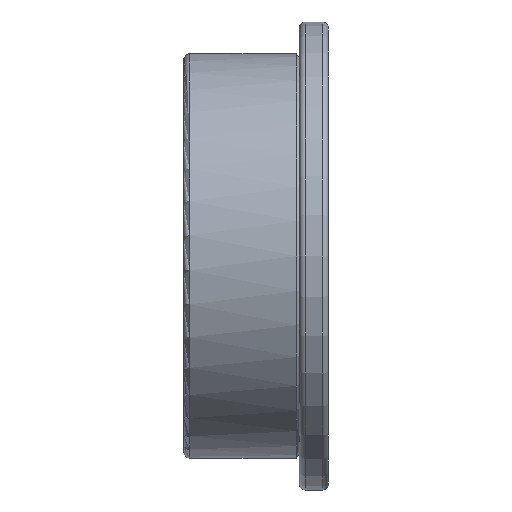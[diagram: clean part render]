
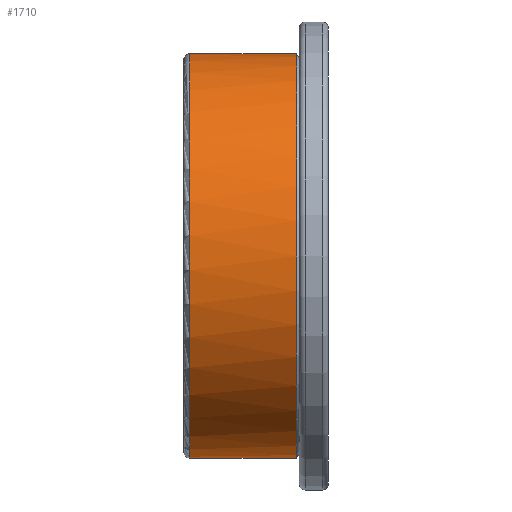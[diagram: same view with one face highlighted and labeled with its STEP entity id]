
A CAD part, front view. The second image highlights one B-rep face of the part: STEP entity #1710.
In plain terms, the highlighted cylindrical face has radius 3.5 mm (diameter 7 mm), a full revolution.
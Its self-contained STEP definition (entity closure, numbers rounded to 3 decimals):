
#97=LINE('',#4301,#108);
#108=VECTOR('',#2493,3.5);
#118=CYLINDRICAL_SURFACE('',#1973,3.5);
#191=FACE_OUTER_BOUND('',#300,.T.);
#300=EDGE_LOOP('',(#1515,#1516,#1517,#1518,#1519,#1520));
#480=CIRCLE('',#1970,3.5);
#482=CIRCLE('',#1972,3.5);
#483=CIRCLE('',#1974,3.5);
#484=CIRCLE('',#1975,3.5);
#751=VERTEX_POINT('',#4291);
#752=VERTEX_POINT('',#4292);
#753=VERTEX_POINT('',#4297);
#754=VERTEX_POINT('',#4298);
#1013=EDGE_CURVE('',#751,#752,#480,.T.);
#1015=EDGE_CURVE('',#752,#751,#482,.T.);
#1016=EDGE_CURVE('',#753,#754,#483,.T.);
#1017=EDGE_CURVE('',#754,#753,#484,.T.);
#1018=EDGE_CURVE('',#754,#751,#97,.T.);
#1515=ORIENTED_EDGE('',*,*,#1016,.F.);
#1516=ORIENTED_EDGE('',*,*,#1017,.F.);
#1517=ORIENTED_EDGE('',*,*,#1018,.T.);
#1518=ORIENTED_EDGE('',*,*,#1015,.F.);
#1519=ORIENTED_EDGE('',*,*,#1013,.F.);
#1520=ORIENTED_EDGE('',*,*,#1018,.F.);
#1710=ADVANCED_FACE('',(#191),#118,.T.);
#1970=AXIS2_PLACEMENT_3D('',#4293,#2481,#2482);
#1972=AXIS2_PLACEMENT_3D('',#4295,#2485,#2486);
#1973=AXIS2_PLACEMENT_3D('',#4296,#2487,#2488);
#1974=AXIS2_PLACEMENT_3D('',#4299,#2489,#2490);
#1975=AXIS2_PLACEMENT_3D('',#4300,#2491,#2492);
#2481=DIRECTION('center_axis',(-1.,0.,0.));
#2482=DIRECTION('ref_axis',(0.,0.,-1.));
#2485=DIRECTION('center_axis',(-1.,0.,0.));
#2486=DIRECTION('ref_axis',(0.,0.,-1.));
#2487=DIRECTION('center_axis',(1.,0.,0.));
#2488=DIRECTION('ref_axis',(0.,0.,-1.));
#2489=DIRECTION('center_axis',(1.,0.,0.));
#2490=DIRECTION('ref_axis',(0.,0.,-1.));
#2491=DIRECTION('center_axis',(1.,0.,0.));
#2492=DIRECTION('ref_axis',(0.,0.,-1.));
#2493=DIRECTION('',(-1.,0.,0.));
#4291=CARTESIAN_POINT('',(-0.4,0.,3.5));
#4292=CARTESIAN_POINT('',(-0.4,-0.327,3.485));
#4293=CARTESIAN_POINT('Origin',(-0.4,0.,0.));
#4295=CARTESIAN_POINT('Origin',(-0.4,0.,0.));
#4296=CARTESIAN_POINT('Origin',(0.775,0.,0.));
#4297=CARTESIAN_POINT('',(1.45,0.,-3.5));
#4298=CARTESIAN_POINT('',(1.45,0.,3.5));
#4299=CARTESIAN_POINT('Origin',(1.45,0.,0.));
#4300=CARTESIAN_POINT('Origin',(1.45,0.,0.));
#4301=CARTESIAN_POINT('',(0.775,0.,3.5));
